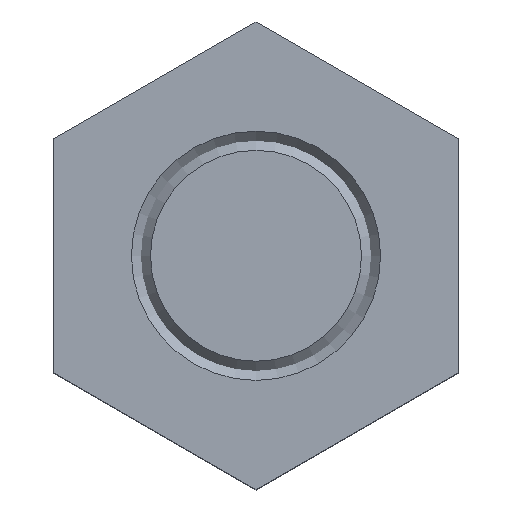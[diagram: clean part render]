
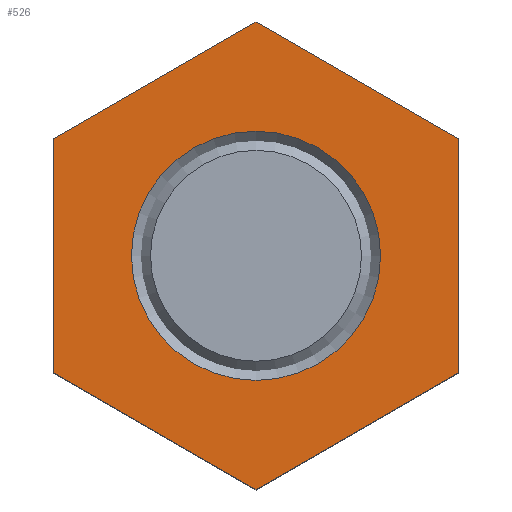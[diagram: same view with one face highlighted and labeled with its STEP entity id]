
A CAD part, top view. The second image highlights one B-rep face of the part: STEP entity #526.
In plain terms, the highlighted face is planar.
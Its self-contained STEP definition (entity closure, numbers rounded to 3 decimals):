
#20=LINE('',#932,#38);
#23=LINE('',#938,#41);
#26=LINE('',#944,#44);
#29=LINE('',#950,#47);
#32=LINE('',#956,#50);
#35=LINE('',#961,#53);
#38=VECTOR('',#748,1000.);
#41=VECTOR('',#753,1000.);
#44=VECTOR('',#758,1000.);
#47=VECTOR('',#763,1000.);
#50=VECTOR('',#768,1000.);
#53=VECTOR('',#773,1000.);
#95=PLANE('',#619);
#183=ORIENTED_EDGE('',*,*,#250,.F.);
#184=ORIENTED_EDGE('',*,*,#234,.F.);
#185=ORIENTED_EDGE('',*,*,#249,.F.);
#186=ORIENTED_EDGE('',*,*,#246,.F.);
#187=ORIENTED_EDGE('',*,*,#243,.F.);
#188=ORIENTED_EDGE('',*,*,#240,.F.);
#189=ORIENTED_EDGE('',*,*,#237,.F.);
#234=EDGE_CURVE('',#285,#286,#20,.T.);
#237=EDGE_CURVE('',#286,#288,#23,.T.);
#240=EDGE_CURVE('',#288,#290,#26,.T.);
#243=EDGE_CURVE('',#290,#292,#29,.T.);
#246=EDGE_CURVE('',#292,#294,#32,.T.);
#249=EDGE_CURVE('',#294,#285,#35,.T.);
#250=EDGE_CURVE('',#295,#295,#324,.T.);
#285=VERTEX_POINT('',#931);
#286=VERTEX_POINT('',#933);
#288=VERTEX_POINT('',#939);
#290=VERTEX_POINT('',#945);
#292=VERTEX_POINT('',#951);
#294=VERTEX_POINT('',#957);
#295=VERTEX_POINT('',#964);
#324=CIRCLE('',#620,4.);
#392=EDGE_LOOP('',(#183));
#393=EDGE_LOOP('',(#184,#185,#186,#187,#188,#189));
#466=FACE_BOUND('',#392,.T.);
#467=FACE_BOUND('',#393,.T.);
#526=ADVANCED_FACE('',(#466,#467),#95,.F.);
#619=AXIS2_PLACEMENT_3D('',#962,#774,#775);
#620=AXIS2_PLACEMENT_3D('',#963,#776,#777);
#748=DIRECTION('',(0.,0.,1.));
#753=DIRECTION('',(0.866,0.,0.5));
#758=DIRECTION('',(0.866,0.,-0.5));
#763=DIRECTION('',(0.,0.,-1.));
#768=DIRECTION('',(-0.866,0.,-0.5));
#773=DIRECTION('',(-0.866,0.,0.5));
#774=DIRECTION('',(0.,1.,0.));
#775=DIRECTION('',(0.,0.,1.));
#776=DIRECTION('',(0.,-1.,0.));
#777=DIRECTION('',(0.,0.,-1.));
#931=CARTESIAN_POINT('',(-6.5,-4.,-3.753));
#932=CARTESIAN_POINT('',(-6.5,-4.,-3.753));
#933=CARTESIAN_POINT('',(-6.5,-4.,3.753));
#938=CARTESIAN_POINT('',(-6.5,-4.,3.753));
#939=CARTESIAN_POINT('',(0.,-4.,7.506));
#944=CARTESIAN_POINT('',(0.,-4.,7.506));
#945=CARTESIAN_POINT('',(6.5,-4.,3.753));
#950=CARTESIAN_POINT('',(6.5,-4.,3.753));
#951=CARTESIAN_POINT('',(6.5,-4.,-3.753));
#956=CARTESIAN_POINT('',(6.5,-4.,-3.753));
#957=CARTESIAN_POINT('',(0.,-4.,-7.506));
#961=CARTESIAN_POINT('',(0.,-4.,-7.506));
#962=CARTESIAN_POINT('',(0.,-4.,0.));
#963=CARTESIAN_POINT('',(0.,-4.,0.));
#964=CARTESIAN_POINT('',(0.,-4.,-4.));
